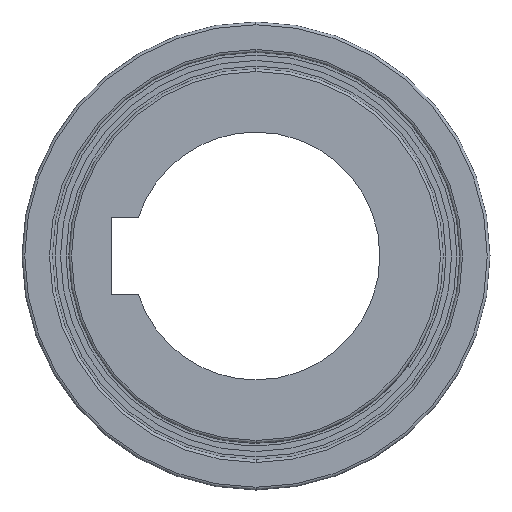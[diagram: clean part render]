
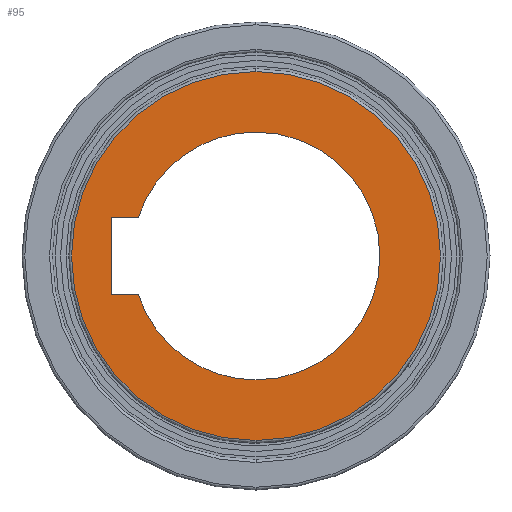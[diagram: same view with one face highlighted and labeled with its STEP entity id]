
A CAD part, left-side view. The second image highlights one B-rep face of the part: STEP entity #95.
In plain terms, the highlighted planar face has unit normal (-1, 0, 0).
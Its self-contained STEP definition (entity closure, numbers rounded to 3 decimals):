
#95=ADVANCED_FACE('',(#215,#216),#217,.T.);
#215=FACE_BOUND('',#355,.T.);
#216=FACE_OUTER_BOUND('',#356,.T.);
#217=PLANE('',#357);
#355=EDGE_LOOP('',(#779,#780,#781,#782,#783,#784));
#356=EDGE_LOOP('',(#785,#786,#787));
#357=AXIS2_PLACEMENT_3D('',#788,#789,#790);
#779=ORIENTED_EDGE('',*,*,#1035,.T.);
#780=ORIENTED_EDGE('',*,*,#1032,.T.);
#781=ORIENTED_EDGE('',*,*,#1029,.T.);
#782=ORIENTED_EDGE('',*,*,#999,.T.);
#783=ORIENTED_EDGE('',*,*,#1036,.T.);
#784=ORIENTED_EDGE('',*,*,#1005,.T.);
#785=ORIENTED_EDGE('',*,*,#943,.F.);
#786=ORIENTED_EDGE('',*,*,#942,.F.);
#787=ORIENTED_EDGE('',*,*,#1053,.F.);
#788=CARTESIAN_POINT('',(0.0,16.75,0.0));
#789=DIRECTION('',(-1.0,-0.0,0.0));
#790=DIRECTION('',(0.0,-1.0,-0.0));
#942=EDGE_CURVE('',#1135,#1138,#1139,.T.);
#943=EDGE_CURVE('',#1138,#1140,#1141,.T.);
#999=EDGE_CURVE('',#1247,#1244,#1248,.T.);
#1005=EDGE_CURVE('',#1253,#1257,#1259,.T.);
#1029=EDGE_CURVE('',#1298,#1247,#1299,.T.);
#1032=EDGE_CURVE('',#1303,#1298,#1304,.T.);
#1035=EDGE_CURVE('',#1257,#1303,#1307,.T.);
#1036=EDGE_CURVE('',#1244,#1253,#1308,.T.);
#1053=EDGE_CURVE('',#1140,#1135,#1325,.T.);
#1135=VERTEX_POINT('',#1420);
#1138=VERTEX_POINT('',#1423);
#1139=CIRCLE('',#1424,33.5);
#1140=VERTEX_POINT('',#1425);
#1141=CIRCLE('',#1426,33.5);
#1244=VERTEX_POINT('',#1543);
#1247=VERTEX_POINT('',#1547);
#1248=CIRCLE('',#1548,22.5);
#1253=VERTEX_POINT('',#1554);
#1257=VERTEX_POINT('',#1559);
#1259=CIRCLE('',#1562,22.5);
#1298=VERTEX_POINT('',#1617);
#1299=LINE('',#1618,#1619);
#1303=VERTEX_POINT('',#1625);
#1304=LINE('',#1626,#1627);
#1307=LINE('',#1632,#1633);
#1308=CIRCLE('',#1634,22.5);
#1325=CIRCLE('',#1651,33.5);
#1420=CARTESIAN_POINT('',(0.0,0.,-33.5));
#1423=CARTESIAN_POINT('',(0.0,33.5,0.0));
#1424=AXIS2_PLACEMENT_3D('',#1746,#1747,#1748);
#1425=CARTESIAN_POINT('',(0.0,0.,33.5));
#1426=AXIS2_PLACEMENT_3D('',#1749,#1750,#1751);
#1543=CARTESIAN_POINT('',(0.0,0.,22.5));
#1547=CARTESIAN_POINT('',(0.0,21.383,7.0));
#1548=AXIS2_PLACEMENT_3D('',#1887,#1888,#1889);
#1554=CARTESIAN_POINT('',(0.0,0.,-22.5));
#1559=CARTESIAN_POINT('',(0.0,21.383,-7.0));
#1562=AXIS2_PLACEMENT_3D('',#1899,#1900,#1901);
#1617=CARTESIAN_POINT('',(0.0,26.3,7.0));
#1618=CARTESIAN_POINT('',(0.0,19.275,7.0));
#1619=VECTOR('',#1939,1.0);
#1625=CARTESIAN_POINT('',(0.0,26.3,-7.0));
#1626=CARTESIAN_POINT('',(0.0,26.3,0.0));
#1627=VECTOR('',#1942,1.0);
#1632=CARTESIAN_POINT('',(0.0,19.275,-7.0));
#1633=VECTOR('',#1945,1.0);
#1634=AXIS2_PLACEMENT_3D('',#1946,#1947,#1948);
#1651=AXIS2_PLACEMENT_3D('',#1997,#1998,#1999);
#1746=CARTESIAN_POINT('',(0.0,0.0,0.0));
#1747=DIRECTION('',(1.0,0.0,0.0));
#1748=DIRECTION('',(0.0,1.0,0.0));
#1749=CARTESIAN_POINT('',(0.0,0.0,0.0));
#1750=DIRECTION('',(1.0,0.0,0.0));
#1751=DIRECTION('',(0.0,1.0,0.0));
#1887=CARTESIAN_POINT('',(0.0,0.0,0.0));
#1888=DIRECTION('',(1.0,-0.0,0.0));
#1889=DIRECTION('',(0.0,0.0,-1.0));
#1899=CARTESIAN_POINT('',(0.0,0.0,0.0));
#1900=DIRECTION('',(1.0,-0.0,0.0));
#1901=DIRECTION('',(0.0,0.0,-1.0));
#1939=DIRECTION('',(0.0,-1.0,0.0));
#1942=DIRECTION('',(0.0,0.0,1.0));
#1945=DIRECTION('',(0.0,1.0,-0.0));
#1946=CARTESIAN_POINT('',(0.0,0.0,0.0));
#1947=DIRECTION('',(1.0,-0.0,0.0));
#1948=DIRECTION('',(0.0,0.0,-1.0));
#1997=CARTESIAN_POINT('',(0.0,0.0,0.0));
#1998=DIRECTION('',(1.0,0.0,0.0));
#1999=DIRECTION('',(0.0,1.0,0.0));
